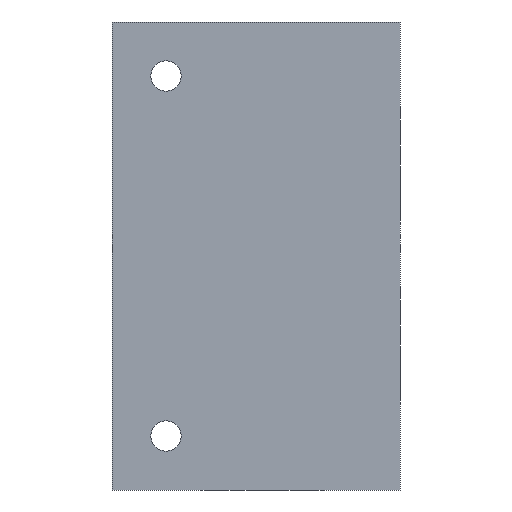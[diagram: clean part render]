
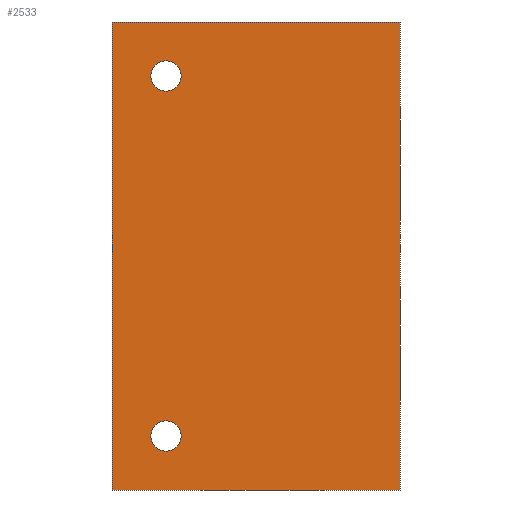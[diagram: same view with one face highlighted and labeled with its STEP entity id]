
A CAD part, front view. The second image highlights one B-rep face of the part: STEP entity #2533.
In plain terms, the highlighted planar face has unit normal (0, -1, 0).
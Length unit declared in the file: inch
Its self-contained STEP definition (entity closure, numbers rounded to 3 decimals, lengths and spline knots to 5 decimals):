
#5=DIRECTION('',(1.,0.,0.));
#6=VECTOR('',#5,4.);
#7=CARTESIAN_POINT('',(0.,-2.25,0.));
#8=LINE('',#7,#6);
#85=DIRECTION('',(0.,0.,1.));
#86=VECTOR('',#85,6.5);
#87=CARTESIAN_POINT('',(4.,-2.25,0.));
#88=LINE('',#87,#86);
#109=DIRECTION('',(0.,0.,1.));
#110=VECTOR('',#109,6.5);
#111=CARTESIAN_POINT('',(0.,-2.25,0.));
#112=LINE('',#111,#110);
#113=CARTESIAN_POINT('',(0.75,-2.25,5.75));
#114=DIRECTION('',(0.,-1.,0.));
#115=DIRECTION('',(-1.,0.,0.));
#116=AXIS2_PLACEMENT_3D('',#113,#114,#115);
#118=CARTESIAN_POINT('',(0.75,-2.25,5.75));
#119=DIRECTION('',(0.,-1.,0.));
#120=DIRECTION('',(1.,0.,0.));
#121=AXIS2_PLACEMENT_3D('',#118,#119,#120);
#123=CARTESIAN_POINT('',(0.75,-2.25,0.75));
#124=DIRECTION('',(0.,-1.,0.));
#125=DIRECTION('',(-1.,0.,0.));
#126=AXIS2_PLACEMENT_3D('',#123,#124,#125);
#128=CARTESIAN_POINT('',(0.75,-2.25,0.75));
#129=DIRECTION('',(0.,-1.,0.));
#130=DIRECTION('',(1.,0.,0.));
#131=AXIS2_PLACEMENT_3D('',#128,#129,#130);
#145=DIRECTION('',(1.,0.,0.));
#146=VECTOR('',#145,4.);
#147=CARTESIAN_POINT('',(0.,-2.25,6.5));
#148=LINE('',#147,#146);
#2108=CARTESIAN_POINT('',(0.,-2.25,0.));
#2110=VERTEX_POINT('',#2108);
#2111=CARTESIAN_POINT('',(4.,-2.25,0.));
#2112=VERTEX_POINT('',#2111);
#2116=CARTESIAN_POINT('',(0.,-2.25,6.5));
#2118=VERTEX_POINT('',#2116);
#2119=CARTESIAN_POINT('',(4.,-2.25,6.5));
#2120=VERTEX_POINT('',#2119);
#2324=CARTESIAN_POINT('',(0.539,-2.25,5.75));
#2325=CARTESIAN_POINT('',(0.961,-2.25,5.75));
#2326=VERTEX_POINT('',#2324);
#2327=VERTEX_POINT('',#2325);
#2332=CARTESIAN_POINT('',(0.539,-2.25,0.75));
#2333=CARTESIAN_POINT('',(0.961,-2.25,0.75));
#2334=VERTEX_POINT('',#2332);
#2335=VERTEX_POINT('',#2333);
#2509=CARTESIAN_POINT('',(0.,-2.25,0.));
#2510=DIRECTION('',(0.,-1.,0.));
#2511=DIRECTION('',(1.,0.,0.));
#2512=AXIS2_PLACEMENT_3D('',#2509,#2510,#2511);
#2513=PLANE('',#2512);
#2514=ORIENTED_EDGE('',*,*,#2409,.F.);
#2515=ORIENTED_EDGE('',*,*,#2434,.T.);
#2517=ORIENTED_EDGE('',*,*,#2516,.T.);
#2518=ORIENTED_EDGE('',*,*,#2489,.F.);
#2519=EDGE_LOOP('',(#2514,#2515,#2517,#2518));
#2520=FACE_OUTER_BOUND('',#2519,.F.);
#2522=ORIENTED_EDGE('',*,*,#2521,.T.);
#2524=ORIENTED_EDGE('',*,*,#2523,.T.);
#2525=EDGE_LOOP('',(#2522,#2524));
#2526=FACE_BOUND('',#2525,.F.);
#2528=ORIENTED_EDGE('',*,*,#2527,.T.);
#2530=ORIENTED_EDGE('',*,*,#2529,.T.);
#2531=EDGE_LOOP('',(#2528,#2530));
#2532=FACE_BOUND('',#2531,.F.);
#2533=ADVANCED_FACE('',(#2520,#2526,#2532),#2513,.T.);
#117=CIRCLE('',#116,0.211);
#122=CIRCLE('',#121,0.211);
#127=CIRCLE('',#126,0.211);
#132=CIRCLE('',#131,0.211);
#2409=EDGE_CURVE('',#2110,#2112,#8,.T.);
#2434=EDGE_CURVE('',#2110,#2118,#112,.T.);
#2489=EDGE_CURVE('',#2112,#2120,#88,.T.);
#2516=EDGE_CURVE('',#2118,#2120,#148,.T.);
#2521=EDGE_CURVE('',#2326,#2327,#117,.T.);
#2523=EDGE_CURVE('',#2327,#2326,#122,.T.);
#2527=EDGE_CURVE('',#2334,#2335,#127,.T.);
#2529=EDGE_CURVE('',#2335,#2334,#132,.T.);
